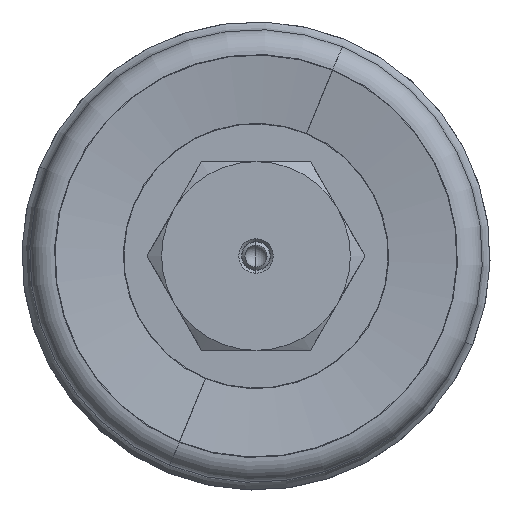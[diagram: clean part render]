
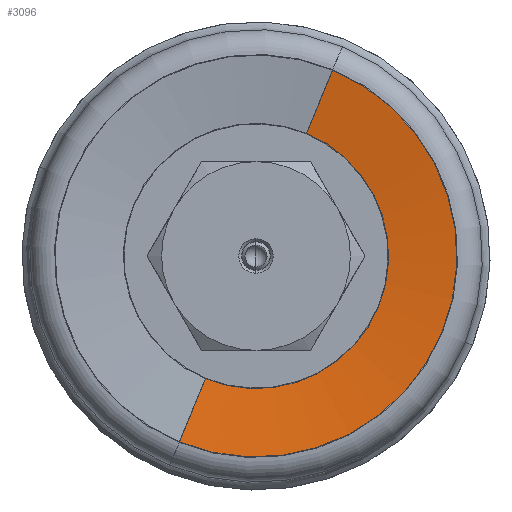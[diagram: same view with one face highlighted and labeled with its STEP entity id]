
A CAD part, left-side view. The second image highlights one B-rep face of the part: STEP entity #3096.
In plain terms, the highlighted conical face has half-angle 82.262 degrees and reference radius 33.814 mm.
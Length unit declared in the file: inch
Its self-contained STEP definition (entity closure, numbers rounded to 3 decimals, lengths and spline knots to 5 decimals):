
#3 = CIRCLE ( 'NONE', #4754, 1.33125 ) ;
#18 = CARTESIAN_POINT ( 'NONE',  ( -7.674, 0., 0. ) ) ;
#503 = VERTEX_POINT ( 'NONE', #5495 ) ;
#1018 = VERTEX_POINT ( 'NONE', #3215 ) ;
#1049 = CARTESIAN_POINT ( 'NONE',  ( -7.612, 0.33349, -0.80896 ) ) ;
#1181 = DIRECTION ( 'NONE',  ( -1., 0., 0. ) ) ;
#1474 = CARTESIAN_POINT ( 'NONE',  ( -7.674, 0., 0. ) ) ;
#1497 = EDGE_CURVE ( 'NONE', #7169, #503, #4876, .T. ) ;
#1576 = DIRECTION ( 'NONE',  ( -0.135, 0.378, -0.916 ) ) ;
#1712 = AXIS2_PLACEMENT_3D ( 'NONE', #18, #1877, #4516 ) ;
#1877 = DIRECTION ( 'NONE',  ( -1., 0., 0. ) ) ;
#1987 = VECTOR ( 'NONE', #2262, 39.37008 ) ;
#2262 = DIRECTION ( 'NONE',  ( -0.135, -0.378, 0.916 ) ) ;
#2472 = EDGE_LOOP ( 'NONE', ( #8216, #3430, #6958, #3730 ) ) ;
#2493 = DIRECTION ( 'NONE',  ( 0., -0.381, 0.925 ) ) ;
#2538 = EDGE_CURVE ( 'NONE', #7169, #4101, #7792, .T. ) ;
#2618 = DIRECTION ( 'NONE',  ( -1., 0., 0. ) ) ;
#3096 = ADVANCED_FACE ( 'NONE', ( #7604 ), #3883, .F. ) ;
#3215 = CARTESIAN_POINT ( 'NONE',  ( -7.674, -0.50738, 1.23077 ) ) ;
#3430 = ORIENTED_EDGE ( 'NONE', *, *, #1497, .T. ) ;
#3730 = ORIENTED_EDGE ( 'NONE', *, *, #4704, .F. ) ;
#3883 = CONICAL_SURFACE ( 'NONE', #1712, 1.33125, 1.436 ) ;
#4101 = VERTEX_POINT ( 'NONE', #6002 ) ;
#4196 = VECTOR ( 'NONE', #1576, 39.37008 ) ;
#4264 = CARTESIAN_POINT ( 'NONE',  ( -7.674, 0.50738, -1.23077 ) ) ;
#4516 = DIRECTION ( 'NONE',  ( 0., -0.381, 0.925 ) ) ;
#4704 = EDGE_CURVE ( 'NONE', #4101, #1018, #5528, .T. ) ;
#4754 = AXIS2_PLACEMENT_3D ( 'NONE', #1474, #2618, #5338 ) ;
#4876 = LINE ( 'NONE', #4264, #4196 ) ;
#5338 = DIRECTION ( 'NONE',  ( 0., -0.925, -0.381 ) ) ;
#5495 = CARTESIAN_POINT ( 'NONE',  ( -7.674, 0.50738, -1.23077 ) ) ;
#5528 = LINE ( 'NONE', #8129, #1987 ) ;
#6002 = CARTESIAN_POINT ( 'NONE',  ( -7.612, -0.33349, 0.80896 ) ) ;
#6170 = AXIS2_PLACEMENT_3D ( 'NONE', #7633, #1181, #2493 ) ;
#6958 = ORIENTED_EDGE ( 'NONE', *, *, #7354, .T. ) ;
#7169 = VERTEX_POINT ( 'NONE', #1049 ) ;
#7354 = EDGE_CURVE ( 'NONE', #503, #1018, #3, .T. ) ;
#7604 = FACE_OUTER_BOUND ( 'NONE', #2472, .T. ) ;
#7633 = CARTESIAN_POINT ( 'NONE',  ( -7.612, 0., 0. ) ) ;
#7792 = CIRCLE ( 'NONE', #6170, 0.875 ) ;
#8129 = CARTESIAN_POINT ( 'NONE',  ( -7.674, -0.50738, 1.23077 ) ) ;
#8216 = ORIENTED_EDGE ( 'NONE', *, *, #2538, .F. ) ;
